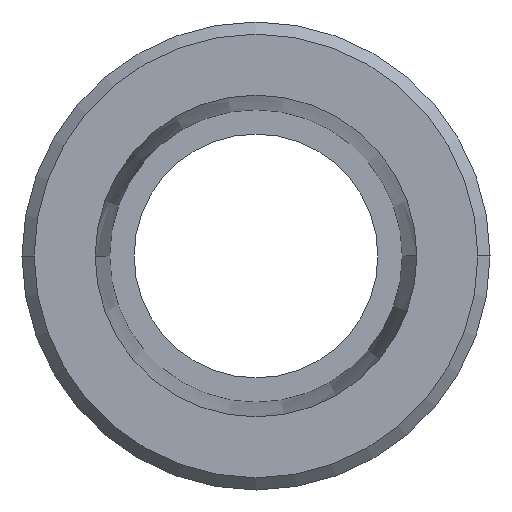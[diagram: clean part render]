
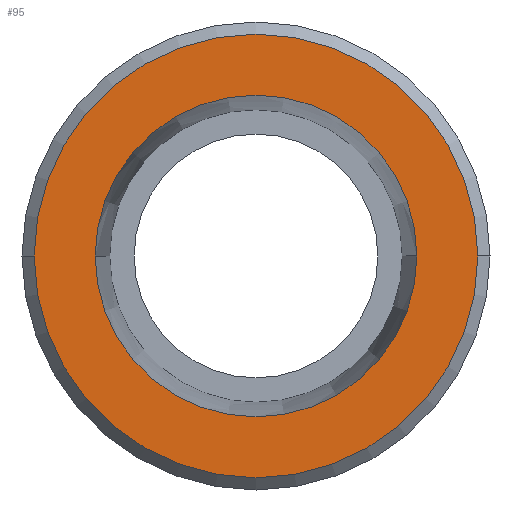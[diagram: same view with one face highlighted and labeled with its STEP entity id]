
A CAD part, left-side view. The second image highlights one B-rep face of the part: STEP entity #95.
In plain terms, the highlighted planar face has unit normal (-1, 0, 0).
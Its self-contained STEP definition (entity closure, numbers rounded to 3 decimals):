
#95 = ADVANCED_FACE( '', ( #141, #142 ), #143, .T. );
#141 = FACE_BOUND( '', #189, .T. );
#142 = FACE_OUTER_BOUND( '', #190, .T. );
#143 = PLANE( '', #191 );
#189 = EDGE_LOOP( '', ( #334, #335 ) );
#190 = EDGE_LOOP( '', ( #336, #337 ) );
#191 = AXIS2_PLACEMENT_3D( '', #338, #339, #340 );
#334 = ORIENTED_EDGE( '', *, *, #391, .F. );
#335 = ORIENTED_EDGE( '', *, *, #351, .F. );
#336 = ORIENTED_EDGE( '', *, *, #355, .T. );
#337 = ORIENTED_EDGE( '', *, *, #390, .T. );
#338 = CARTESIAN_POINT( '', ( -29.5, 13.083, 0. ) );
#339 = DIRECTION( '', ( -1., 0., 0. ) );
#340 = DIRECTION( '', ( 0., 1., 0. ) );
#351 = EDGE_CURVE( '', #397, #393, #399, .T. );
#355 = EDGE_CURVE( '', #401, #405, #407, .T. );
#390 = EDGE_CURVE( '', #405, #401, #460, .T. );
#391 = EDGE_CURVE( '', #393, #397, #461, .T. );
#393 = VERTEX_POINT( '', #463 );
#397 = VERTEX_POINT( '', #468 );
#399 = CIRCLE( '', #471, 11. );
#401 = VERTEX_POINT( '', #473 );
#405 = VERTEX_POINT( '', #478 );
#407 = CIRCLE( '', #481, 15.167 );
#460 = CIRCLE( '', #548, 15.167 );
#461 = CIRCLE( '', #549, 11. );
#463 = CARTESIAN_POINT( '', ( -29.5, 11., 0. ) );
#468 = CARTESIAN_POINT( '', ( -29.5, -11., 0. ) );
#471 = AXIS2_PLACEMENT_3D( '', #555, #556, #557 );
#473 = CARTESIAN_POINT( '', ( -29.5, 15.167, 0. ) );
#478 = CARTESIAN_POINT( '', ( -29.5, -15.167, 0. ) );
#481 = AXIS2_PLACEMENT_3D( '', #563, #564, #565 );
#548 = AXIS2_PLACEMENT_3D( '', #640, #641, #642 );
#549 = AXIS2_PLACEMENT_3D( '', #643, #644, #645 );
#555 = CARTESIAN_POINT( '', ( -29.5, 0., 0. ) );
#556 = DIRECTION( '', ( -1., 0., 0. ) );
#557 = DIRECTION( '', ( 0., 1., 0. ) );
#563 = CARTESIAN_POINT( '', ( -29.5, 0., 0. ) );
#564 = DIRECTION( '', ( -1., 0., 0. ) );
#565 = DIRECTION( '', ( 0., 1., 0. ) );
#640 = CARTESIAN_POINT( '', ( -29.5, 0., 0. ) );
#641 = DIRECTION( '', ( -1., 0., 0. ) );
#642 = DIRECTION( '', ( 0., 1., 0. ) );
#643 = CARTESIAN_POINT( '', ( -29.5, 0., 0. ) );
#644 = DIRECTION( '', ( -1., 0., 0. ) );
#645 = DIRECTION( '', ( 0., 1., 0. ) );
